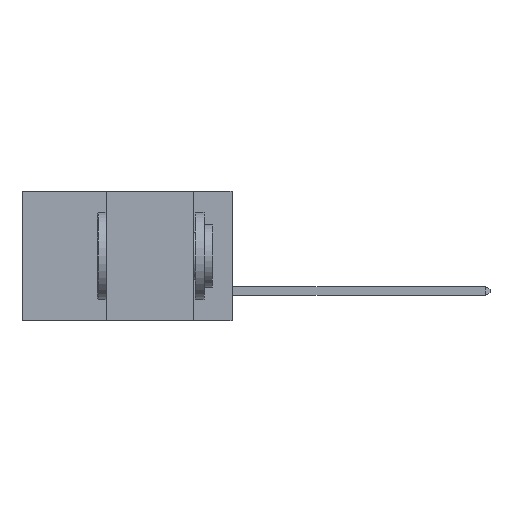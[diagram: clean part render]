
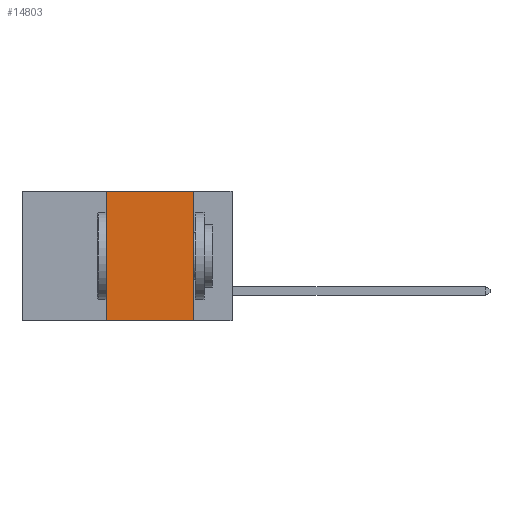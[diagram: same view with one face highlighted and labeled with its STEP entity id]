
A CAD part, left-side view. The second image highlights one B-rep face of the part: STEP entity #14803.
In plain terms, the highlighted planar face has unit normal (-1, 0, 0).
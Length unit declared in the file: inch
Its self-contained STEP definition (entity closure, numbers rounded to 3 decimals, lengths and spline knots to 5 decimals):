
#370 = EDGE_CURVE ( 'NONE', #10869, #7117, #28372, .T. ) ;
#2113 = CARTESIAN_POINT ( 'NONE',  ( 0., 0.36, 0. ) ) ;
#4744 = ORIENTED_EDGE ( 'NONE', *, *, #25009, .F. ) ;
#6929 = VECTOR ( 'NONE', #8295, 39.37008 ) ;
#7117 = VERTEX_POINT ( 'NONE', #17943 ) ;
#7862 = VERTEX_POINT ( 'NONE', #2113 ) ;
#8122 = VECTOR ( 'NONE', #10971, 39.37008 ) ;
#8295 = DIRECTION ( 'NONE',  ( 0., -1., 0. ) ) ;
#9214 = ORIENTED_EDGE ( 'NONE', *, *, #31907, .F. ) ;
#9632 = DIRECTION ( 'NONE',  ( 0., 0., 1. ) ) ;
#10595 = LINE ( 'NONE', #12307, #30723 ) ;
#10869 = VERTEX_POINT ( 'NONE', #28874 ) ;
#10971 = DIRECTION ( 'NONE',  ( 0., 0., -1. ) ) ;
#11042 = CARTESIAN_POINT ( 'NONE',  ( 0., 0.11, 0. ) ) ;
#12295 = CARTESIAN_POINT ( 'NONE',  ( 0., 0.6, -0.37 ) ) ;
#12307 = CARTESIAN_POINT ( 'NONE',  ( 0., 0.36, 0. ) ) ;
#13366 = ORIENTED_EDGE ( 'NONE', *, *, #27346, .T. ) ;
#14746 = DIRECTION ( 'NONE',  ( 0., 0., -1. ) ) ;
#14803 = ADVANCED_FACE ( 'NONE', ( #22453 ), #24775, .F. ) ;
#14981 = VECTOR ( 'NONE', #22912, 39.37008 ) ;
#17744 = CARTESIAN_POINT ( 'NONE',  ( 0., 0.36, -0.37 ) ) ;
#17943 = CARTESIAN_POINT ( 'NONE',  ( 0., 0.11, -0.37 ) ) ;
#18443 = EDGE_LOOP ( 'NONE', ( #30064, #4744, #9214, #13366 ) ) ;
#21932 = VERTEX_POINT ( 'NONE', #17744 ) ;
#22031 = LINE ( 'NONE', #12295, #14981 ) ;
#22453 = FACE_OUTER_BOUND ( 'NONE', #18443, .T. ) ;
#22912 = DIRECTION ( 'NONE',  ( 0., -1., 0. ) ) ;
#24775 = PLANE ( 'NONE',  #27568 ) ;
#25009 = EDGE_CURVE ( 'NONE', #7862, #10869, #28027, .T. ) ;
#27346 = EDGE_CURVE ( 'NONE', #21932, #7117, #22031, .T. ) ;
#27445 = CARTESIAN_POINT ( 'NONE',  ( 0., 0.6, 0. ) ) ;
#27568 = AXIS2_PLACEMENT_3D ( 'NONE', #27445, #30502, #14746 ) ;
#28027 = LINE ( 'NONE', #29301, #6929 ) ;
#28372 = LINE ( 'NONE', #11042, #8122 ) ;
#28874 = CARTESIAN_POINT ( 'NONE',  ( 0., 0.11, 0. ) ) ;
#29301 = CARTESIAN_POINT ( 'NONE',  ( 0., 0.6, 0. ) ) ;
#30064 = ORIENTED_EDGE ( 'NONE', *, *, #370, .F. ) ;
#30502 = DIRECTION ( 'NONE',  ( 1., 0., 0. ) ) ;
#30723 = VECTOR ( 'NONE', #9632, 39.37008 ) ;
#31907 = EDGE_CURVE ( 'NONE', #21932, #7862, #10595, .T. ) ;
